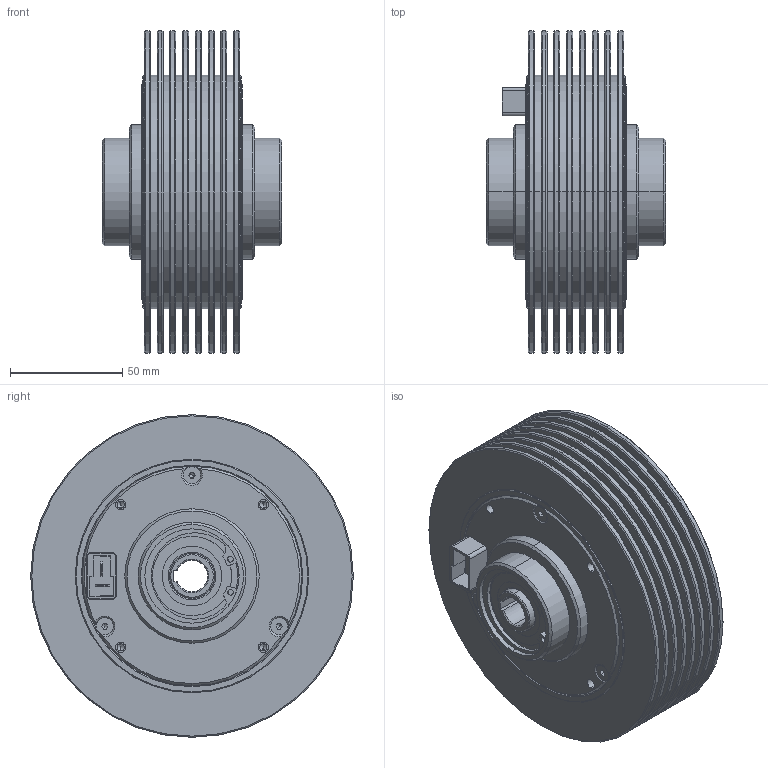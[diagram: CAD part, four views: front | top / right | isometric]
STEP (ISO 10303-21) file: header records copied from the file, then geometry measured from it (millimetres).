
FILE_DESCRIPTION (( 'STEP AP214' ), '1' );
FILE_NAME ('MPB10-KK_035a-004...006.STEP', '2024-02-05T09:21:07', ( '' ), ( '' ), 'SwSTEP 2.0', 'SolidWorks 2023', '' );
FILE_SCHEMA (( 'AUTOMOTIVE_DESIGN' ));
Length unit declared in the file: millimetre
Products named in the file (1): MPB10-KK_035a-004...006
Bounding box: 80 x 144 x 144 mm (x, y, z)
Volume: 601868.6 mm3; surface area: 171108.8 mm2
Topology: 1 solids, 7 shells, 665 faces, 1639 edges, 1010 vertices
Faces by surface type: plane 267, cylinder 248, cone 126, torus 24
Entity records: 26837 total; most frequent: DIRECTION 3659, CARTESIAN_POINT 3407, ORIENTED_EDGE 3222, EDGE_CURVE 1611, AXIS2_PLACEMENT_3D 1406, VERTEX_POINT 1010, LINE 847, VECTOR 847
